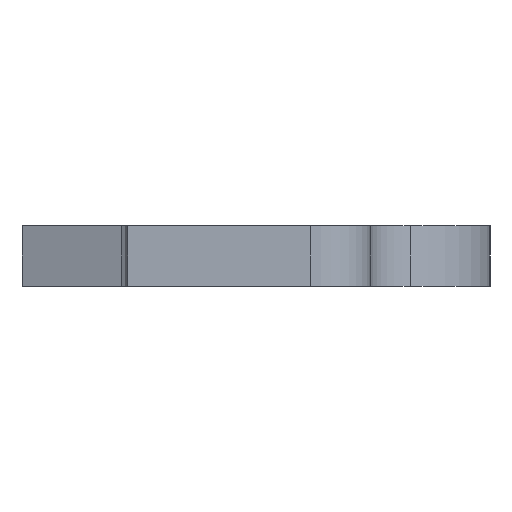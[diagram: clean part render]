
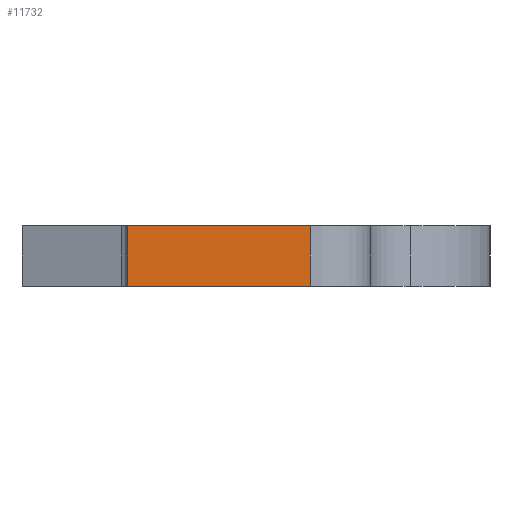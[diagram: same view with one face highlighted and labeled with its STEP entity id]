
A CAD part, left-side view. The second image highlights one B-rep face of the part: STEP entity #11732.
In plain terms, the highlighted planar face has unit normal (-1, 0, 0).
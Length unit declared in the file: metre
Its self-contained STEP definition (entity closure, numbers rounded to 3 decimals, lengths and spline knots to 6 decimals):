
#2698=ORIENTED_EDGE('',*,*,#5757,.F.);
#2699=ORIENTED_EDGE('',*,*,#4239,.T.);
#2700=ORIENTED_EDGE('',*,*,#5758,.F.);
#2701=ORIENTED_EDGE('',*,*,#5754,.F.);
#4239=EDGE_CURVE('',#5968,#5970,#7138,.T.);
#5754=EDGE_CURVE('',#7084,#7081,#8205,.T.);
#5757=EDGE_CURVE('',#5968,#7084,#8206,.T.);
#5758=EDGE_CURVE('',#7081,#5970,#8207,.T.);
#5968=VERTEX_POINT('',#16357);
#5970=VERTEX_POINT('',#16361);
#7081=VERTEX_POINT('',#19464);
#7084=VERTEX_POINT('',#19469);
#7138=LINE('',#16362,#8369);
#8205=LINE('',#19470,#9436);
#8206=LINE('',#19475,#9437);
#8207=LINE('',#19476,#9438);
#8369=VECTOR('',#12952,1.);
#9436=VECTOR('',#15873,1.);
#9437=VECTOR('',#15882,1.);
#9438=VECTOR('',#15883,1.);
#10077=EDGE_LOOP('',(#2698,#2699,#2700,#2701));
#10736=FACE_BOUND('',#10077,.T.);
#11169=PLANE('',#12784);
#11732=ADVANCED_FACE('',(#10736),#11169,.T.);
#12784=AXIS2_PLACEMENT_3D('',#19474,#15880,#15881);
#12952=DIRECTION('',(0.,0.,1.));
#15873=DIRECTION('',(0.,0.,1.));
#15880=DIRECTION('',(-1.,0.,0.));
#15881=DIRECTION('',(0.,0.,1.));
#15882=DIRECTION('',(0.,1.,0.));
#15883=DIRECTION('',(0.,-1.,0.));
#16357=CARTESIAN_POINT('',(-0.45085,-0.00127,-0.001588));
#16361=CARTESIAN_POINT('',(-0.45085,-0.00127,0.001588));
#16362=CARTESIAN_POINT('',(-0.45085,-0.00127,0.001588));
#19464=CARTESIAN_POINT('',(-0.45085,0.008382,0.001588));
#19469=CARTESIAN_POINT('',(-0.45085,0.008382,-0.001588));
#19470=CARTESIAN_POINT('',(-0.45085,0.008382,-0.001588));
#19474=CARTESIAN_POINT('',(-0.45085,0.,0.));
#19475=CARTESIAN_POINT('',(-0.45085,-0.01397,-0.001588));
#19476=CARTESIAN_POINT('',(-0.45085,-0.01397,0.001588));
